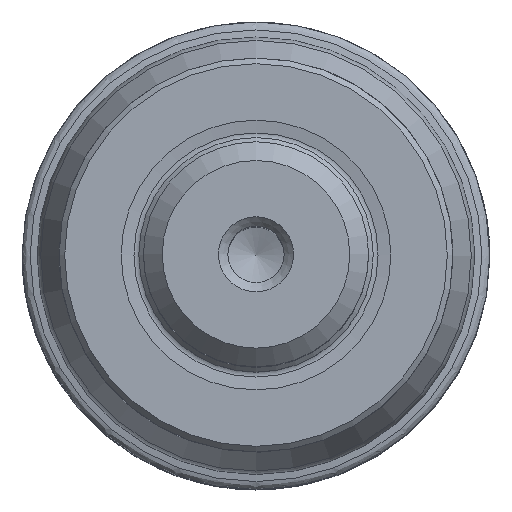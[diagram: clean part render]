
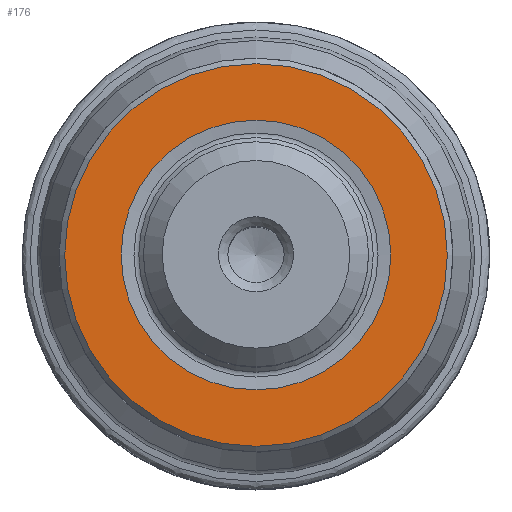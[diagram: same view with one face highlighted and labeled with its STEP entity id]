
A CAD part, top view. The second image highlights one B-rep face of the part: STEP entity #176.
In plain terms, the highlighted planar face has unit normal (0, 0, 1).
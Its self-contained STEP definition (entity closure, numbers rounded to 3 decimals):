
#103=PLANE('',#970);
#176=ADVANCED_FACE('',(#339,#340),#103,.T.);
#339=FACE_BOUND('',#439,.T.);
#340=FACE_BOUND('',#440,.T.);
#439=EDGE_LOOP('',(#555));
#440=EDGE_LOOP('',(#556));
#555=ORIENTED_EDGE('',*,*,#809,.T.);
#556=ORIENTED_EDGE('',*,*,#810,.F.);
#727=VERTEX_POINT('',#1572);
#728=VERTEX_POINT('',#1574);
#809=EDGE_CURVE('',#727,#727,#904,.T.);
#810=EDGE_CURVE('',#728,#728,#905,.T.);
#904=CIRCLE('',#968,10.2);
#905=CIRCLE('',#969,7.19);
#968=AXIS2_PLACEMENT_3D('',#1571,#1120,#1121);
#969=AXIS2_PLACEMENT_3D('',#1573,#1122,#1123);
#970=AXIS2_PLACEMENT_3D('',#1575,#1124,#1125);
#1120=DIRECTION('',(0.,0.,1.));
#1121=DIRECTION('',(1.,0.,0.));
#1122=DIRECTION('',(0.,0.,1.));
#1123=DIRECTION('',(1.,0.,0.));
#1124=DIRECTION('',(0.,0.,1.));
#1125=DIRECTION('',(1.,0.,0.));
#1571=CARTESIAN_POINT('',(0.,0.,0.));
#1572=CARTESIAN_POINT('',(10.2,0.,0.));
#1573=CARTESIAN_POINT('',(0.,0.,0.));
#1574=CARTESIAN_POINT('',(7.19,0.,0.));
#1575=CARTESIAN_POINT('',(0.,0.,0.));
